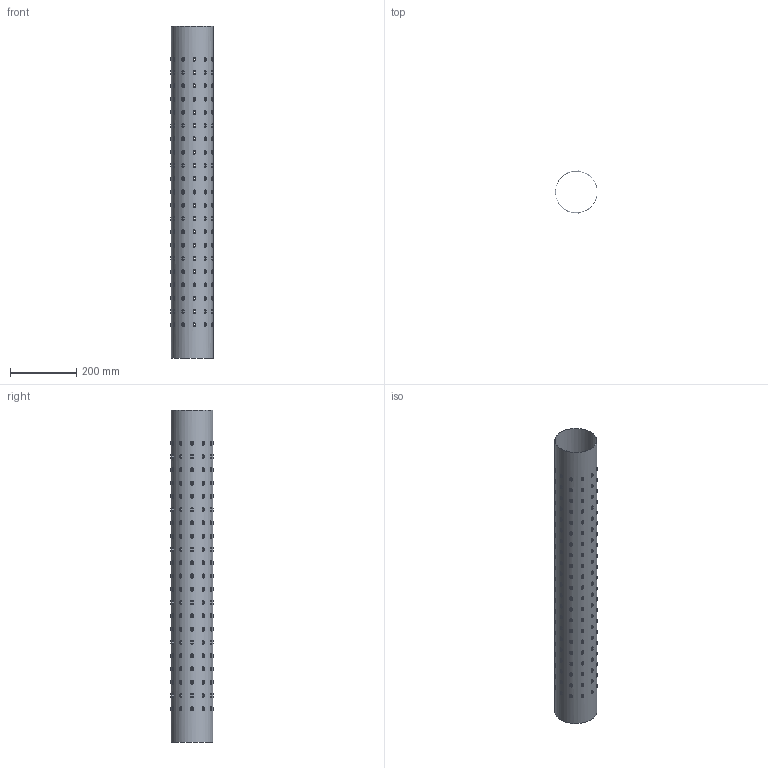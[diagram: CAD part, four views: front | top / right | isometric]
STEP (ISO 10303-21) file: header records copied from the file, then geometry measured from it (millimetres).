
FILE_DESCRIPTION(/* description */ ('Dysplåt'),/* implementation_level */ '2;1');
FILE_NAME(/* name */ 'P41-1-AB-02.stp',/* time_stamp */ '2016-06-09T13:59:18+02:00',/* author */ ('John'),/* organization */ (''),/* preprocessor_version */ 'ST-DEVELOPER v15.6',/* originating_system */ 'Autodesk Inventor 2015',/* authorisation */ '');
FILE_SCHEMA (('AUTOMOTIVE_DESIGN { 1 0 10303 214 3 1 1 }'));
Products named in the file (1): P41-1-AB-02
Bounding box: 127.8 x 129.17 x 1000 mm (x, y, z)
Volume: 240463.8 mm3; surface area: 792697.9 mm2
Topology: 1 solids, 1 shells, 3933 faces, 9252 edges, 5552 vertices
Faces by surface type: bspline 2772, plane 928, cylinder 233
Full cylindrical faces by diameter (mm): 125 x1, 126.2 x1
Entity records: 223409 total; most frequent: CARTESIAN_POINT 150949, ORIENTED_EDGE 18504, EDGE_CURVE 9252, DIRECTION 6960, VERTEX_POINT 5552, LINE 4628, VECTOR 4628, EDGE_LOOP 4626
